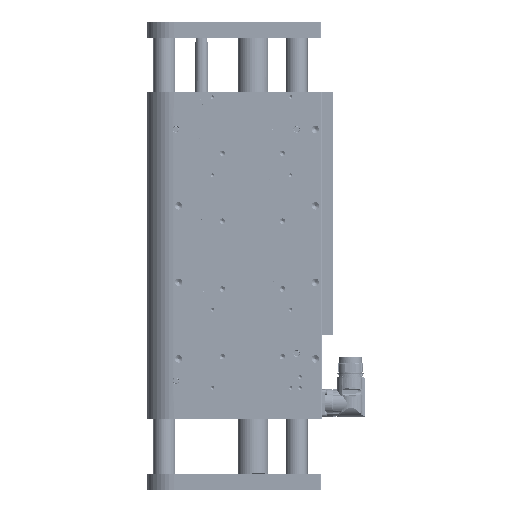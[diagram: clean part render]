
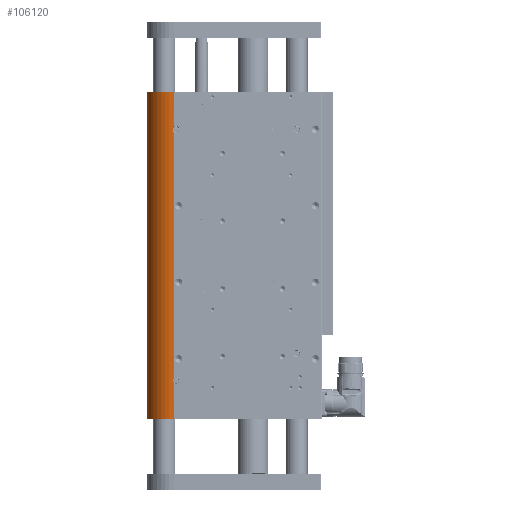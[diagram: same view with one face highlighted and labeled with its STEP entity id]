
A CAD part, left-side view. The second image highlights one B-rep face of the part: STEP entity #106120.
In plain terms, the highlighted cylindrical face has radius 25 mm (diameter 50 mm), a partial arc.
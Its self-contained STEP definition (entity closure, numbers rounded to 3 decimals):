
#668 = CARTESIAN_POINT ( 'NONE',  ( -24.988, 72.807, 262.545 ) ) ;
#928 = CARTESIAN_POINT ( 'NONE',  ( -24.988, 72.807, 32.545 ) ) ;
#1658 = EDGE_CURVE ( 'NONE', #165398, #151342, #53049, .T. ) ;
#1805 = CARTESIAN_POINT ( 'NONE',  ( -24.96, 73.415, 35.155 ) ) ;
#4033 = EDGE_CURVE ( 'NONE', #148219, #35202, #76516, .T. ) ;
#5537 = LINE ( 'NONE', #127723, #101352 ) ;
#6100 = EDGE_CURVE ( 'NONE', #130055, #50914, #113861, .T. ) ;
#6726 = DIRECTION ( 'NONE',  ( 1., 0., 0. ) ) ;
#11263 = DIRECTION ( 'NONE',  ( 0., 0., -1. ) ) ;
#11759 = CIRCLE ( 'NONE', #91450, 25. ) ;
#13093 = CARTESIAN_POINT ( 'NONE',  ( -24.96, 73.415, 265.155 ) ) ;
#14244 = CARTESIAN_POINT ( 'NONE',  ( -25., 72.23, 36.996 ) ) ;
#19781 = DIRECTION ( 'NONE',  ( 0., 0., -1. ) ) ;
#20288 = ORIENTED_EDGE ( 'NONE', *, *, #148647, .T. ) ;
#20316 = B_SPLINE_CURVE_WITH_KNOTS ( 'NONE', 3,
 ( #107662, #175294, #148683, #668, #64827, #174425, #26478, #52305, #54925, #137083, #81784, #120155, #13093, #121911, #106732, #162016, #53174, #79166, #108564, #39808 ),
 .UNSPECIFIED., .F., .F.,
 ( 4, 2, 2, 2, 2, 2, 2, 2, 2, 4 ),
 ( 0., 0.001, 0.002, 0.003, 0.003, 0.004, 0.004, 0.005, 0.006, 0.006 ),
 .UNSPECIFIED. ) ;
#24613 = DIRECTION ( 'NONE',  ( 0., 0., -1. ) ) ;
#26478 = CARTESIAN_POINT ( 'NONE',  ( -24.965, 73.317, 263.464 ) ) ;
#27411 = EDGE_CURVE ( 'NONE', #165398, #93602, #20316, .T. ) ;
#27645 = CARTESIAN_POINT ( 'NONE',  ( -24.956, 73.481, 34.632 ) ) ;
#28527 = CARTESIAN_POINT ( 'NONE',  ( -24.956, 73.481, 34.239 ) ) ;
#30593 = VECTOR ( 'NONE', #146008, 1000. ) ;
#33775 = ORIENTED_EDGE ( 'NONE', *, *, #91855, .T. ) ;
#35202 = VERTEX_POINT ( 'NONE', #92847 ) ;
#39743 = DIRECTION ( 'NONE',  ( -1., 0., 0. ) ) ;
#39808 = CARTESIAN_POINT ( 'NONE',  ( -25., 72., 267.127 ) ) ;
#40450 = CARTESIAN_POINT ( 'NONE',  ( -25., 72., 299. ) ) ;
#41841 = CARTESIAN_POINT ( 'NONE',  ( -24.958, 73.44, 35.024 ) ) ;
#42720 = CARTESIAN_POINT ( 'NONE',  ( -25., 72.229, 32.004 ) ) ;
#50914 = VERTEX_POINT ( 'NONE', #173284 ) ;
#52305 = CARTESIAN_POINT ( 'NONE',  ( -24.958, 73.448, 263.973 ) ) ;
#53049 = LINE ( 'NONE', #132534, #81426 ) ;
#53174 = CARTESIAN_POINT ( 'NONE',  ( -24.988, 72.807, 266.455 ) ) ;
#53431 = CARTESIAN_POINT ( 'NONE',  ( -25., 72., 31.873 ) ) ;
#54925 = CARTESIAN_POINT ( 'NONE',  ( -24.956, 73.481, 264.239 ) ) ;
#55196 = CARTESIAN_POINT ( 'NONE',  ( -24.958, 73.448, 33.973 ) ) ;
#56482 = LINE ( 'NONE', #40450, #56496 ) ;
#56496 = VECTOR ( 'NONE', #151112, 1000. ) ;
#60183 = CARTESIAN_POINT ( 'NONE',  ( 0., 72., 299. ) ) ;
#64827 = CARTESIAN_POINT ( 'NONE',  ( -24.982, 72.963, 262.756 ) ) ;
#68559 = ORIENTED_EDGE ( 'NONE', *, *, #6100, .F. ) ;
#71502 = AXIS2_PLACEMENT_3D ( 'NONE', #161950, #11263, #39743 ) ;
#74518 = ORIENTED_EDGE ( 'NONE', *, *, #27411, .T. ) ;
#74983 = ORIENTED_EDGE ( 'NONE', *, *, #97545, .T. ) ;
#76516 = LINE ( 'NONE', #161111, #30593 ) ;
#77976 = B_SPLINE_CURVE_WITH_KNOTS ( 'NONE', 3,
 ( #53431, #42720, #123940, #928, #164022, #97159, #123040, #55196, #28527, #27645, #122167, #41841, #1805, #96280, #150732, #95367, #82056, #149820, #14244, #139967 ),
 .UNSPECIFIED., .F., .F.,
 ( 4, 2, 2, 2, 2, 2, 2, 2, 2, 4 ),
 ( 0., 0.001, 0.002, 0.003, 0.003, 0.004, 0.004, 0.005, 0.006, 0.006 ),
 .UNSPECIFIED. ) ;
#79166 = CARTESIAN_POINT ( 'NONE',  ( -24.997, 72.441, 266.831 ) ) ;
#81426 = VECTOR ( 'NONE', #24613, 1000. ) ;
#81784 = CARTESIAN_POINT ( 'NONE',  ( -24.957, 73.473, 264.762 ) ) ;
#82056 = CARTESIAN_POINT ( 'NONE',  ( -24.988, 72.807, 36.455 ) ) ;
#84405 = ORIENTED_EDGE ( 'NONE', *, *, #4033, .F. ) ;
#86424 = CARTESIAN_POINT ( 'NONE',  ( 0., 72., 0. ) ) ;
#87904 = DIRECTION ( 'NONE',  ( 0., 0., 1. ) ) ;
#91450 = AXIS2_PLACEMENT_3D ( 'NONE', #86424, #139118, #114940 ) ;
#91855 = EDGE_CURVE ( 'NONE', #130055, #168935, #5537, .T. ) ;
#92847 = CARTESIAN_POINT ( 'NONE',  ( -25., 72., 0. ) ) ;
#93602 = VERTEX_POINT ( 'NONE', #161464 ) ;
#95367 = CARTESIAN_POINT ( 'NONE',  ( -24.982, 72.964, 36.244 ) ) ;
#96280 = CARTESIAN_POINT ( 'NONE',  ( -24.965, 73.317, 35.537 ) ) ;
#97159 = CARTESIAN_POINT ( 'NONE',  ( -24.971, 73.22, 33.218 ) ) ;
#97545 = EDGE_CURVE ( 'NONE', #168935, #35202, #11759, .T. ) ;
#101352 = VECTOR ( 'NONE', #19781, 1000. ) ;
#106120 = ADVANCED_FACE ( 'NONE', ( #133501 ), #107603, .T. ) ;
#106732 = CARTESIAN_POINT ( 'NONE',  ( -24.97, 73.221, 265.78 ) ) ;
#107603 = CYLINDRICAL_SURFACE ( 'NONE', #71502, 25. ) ;
#107662 = CARTESIAN_POINT ( 'NONE',  ( -25., 72., 261.873 ) ) ;
#108564 = CARTESIAN_POINT ( 'NONE',  ( -25., 72.23, 266.996 ) ) ;
#109489 = CARTESIAN_POINT ( 'NONE',  ( -25., 72., 261.873 ) ) ;
#110039 = CARTESIAN_POINT ( 'NONE',  ( 25., 72., 299. ) ) ;
#113195 = CARTESIAN_POINT ( 'NONE',  ( -25., 72., 37.127 ) ) ;
#113861 = CIRCLE ( 'NONE', #127998, 25. ) ;
#114940 = DIRECTION ( 'NONE',  ( 1., 0., 0. ) ) ;
#120155 = CARTESIAN_POINT ( 'NONE',  ( -24.958, 73.44, 265.024 ) ) ;
#121911 = CARTESIAN_POINT ( 'NONE',  ( -24.965, 73.317, 265.537 ) ) ;
#122167 = CARTESIAN_POINT ( 'NONE',  ( -24.957, 73.473, 34.762 ) ) ;
#122809 = ORIENTED_EDGE ( 'NONE', *, *, #1658, .F. ) ;
#123040 = CARTESIAN_POINT ( 'NONE',  ( -24.965, 73.317, 33.464 ) ) ;
#123940 = CARTESIAN_POINT ( 'NONE',  ( -24.997, 72.438, 32.166 ) ) ;
#127723 = CARTESIAN_POINT ( 'NONE',  ( 25., 72., 299. ) ) ;
#127998 = AXIS2_PLACEMENT_3D ( 'NONE', #60183, #87904, #6726 ) ;
#129608 = CARTESIAN_POINT ( 'NONE',  ( 25., 72., 0. ) ) ;
#130055 = VERTEX_POINT ( 'NONE', #110039 ) ;
#132534 = CARTESIAN_POINT ( 'NONE',  ( -25., 72., 299. ) ) ;
#133501 = FACE_OUTER_BOUND ( 'NONE', #175744, .T. ) ;
#137083 = CARTESIAN_POINT ( 'NONE',  ( -24.956, 73.481, 264.632 ) ) ;
#139118 = DIRECTION ( 'NONE',  ( 0., 0., 1. ) ) ;
#139967 = CARTESIAN_POINT ( 'NONE',  ( -25., 72., 37.127 ) ) ;
#146008 = DIRECTION ( 'NONE',  ( 0., 0., -1. ) ) ;
#148219 = VERTEX_POINT ( 'NONE', #163552 ) ;
#148647 = EDGE_CURVE ( 'NONE', #148219, #151342, #77976, .T. ) ;
#148683 = CARTESIAN_POINT ( 'NONE',  ( -24.997, 72.438, 262.166 ) ) ;
#149820 = CARTESIAN_POINT ( 'NONE',  ( -24.997, 72.441, 36.831 ) ) ;
#150732 = CARTESIAN_POINT ( 'NONE',  ( -24.97, 73.221, 35.78 ) ) ;
#151112 = DIRECTION ( 'NONE',  ( 0., 0., -1. ) ) ;
#151342 = VERTEX_POINT ( 'NONE', #113195 ) ;
#159582 = ORIENTED_EDGE ( 'NONE', *, *, #171064, .F. ) ;
#161111 = CARTESIAN_POINT ( 'NONE',  ( -25., 72., 299. ) ) ;
#161464 = CARTESIAN_POINT ( 'NONE',  ( -25., 72., 267.127 ) ) ;
#161950 = CARTESIAN_POINT ( 'NONE',  ( 0., 72., 299. ) ) ;
#162016 = CARTESIAN_POINT ( 'NONE',  ( -24.982, 72.964, 266.244 ) ) ;
#163552 = CARTESIAN_POINT ( 'NONE',  ( -25., 72., 31.873 ) ) ;
#164022 = CARTESIAN_POINT ( 'NONE',  ( -24.982, 72.963, 32.756 ) ) ;
#165398 = VERTEX_POINT ( 'NONE', #109489 ) ;
#168935 = VERTEX_POINT ( 'NONE', #129608 ) ;
#171064 = EDGE_CURVE ( 'NONE', #50914, #93602, #56482, .T. ) ;
#173284 = CARTESIAN_POINT ( 'NONE',  ( -25., 72., 299. ) ) ;
#174425 = CARTESIAN_POINT ( 'NONE',  ( -24.971, 73.22, 263.218 ) ) ;
#175294 = CARTESIAN_POINT ( 'NONE',  ( -25., 72.229, 262.004 ) ) ;
#175744 = EDGE_LOOP ( 'NONE', ( #122809, #74518, #159582, #68559, #33775, #74983, #84405, #20288 ) ) ;
